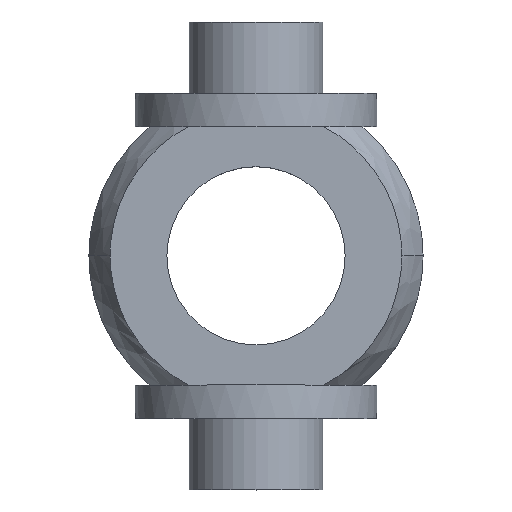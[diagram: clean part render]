
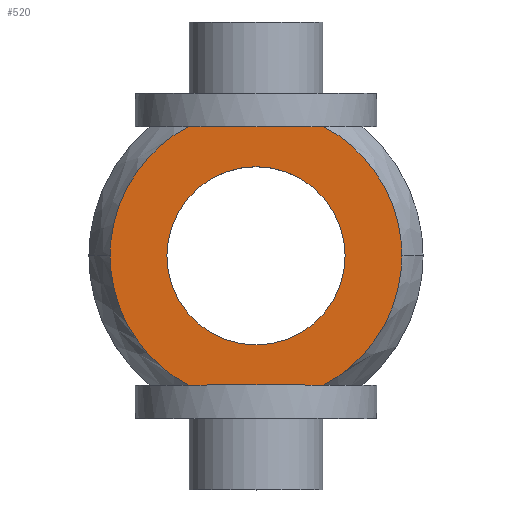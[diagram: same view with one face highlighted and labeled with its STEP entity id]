
A CAD part, top view. The second image highlights one B-rep face of the part: STEP entity #520.
In plain terms, the highlighted planar face has unit normal (0, 0, 1).
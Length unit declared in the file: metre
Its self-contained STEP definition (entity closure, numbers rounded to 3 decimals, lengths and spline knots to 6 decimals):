
#26=PLANE('',#574);
#51=CIRCLE('',#575,0.004);
#89=LINE('',#880,#127);
#90=LINE('',#916,#128);
#127=VECTOR('',#668,1.);
#128=VECTOR('',#669,1.);
#179=ORIENTED_EDGE('',*,*,#323,.F.);
#180=ORIENTED_EDGE('',*,*,#324,.T.);
#181=ORIENTED_EDGE('',*,*,#325,.F.);
#182=ORIENTED_EDGE('',*,*,#326,.F.);
#183=ORIENTED_EDGE('',*,*,#327,.T.);
#184=ORIENTED_EDGE('',*,*,#328,.F.);
#185=ORIENTED_EDGE('',*,*,#329,.T.);
#323=EDGE_CURVE('',#395,#395,#51,.T.);
#324=EDGE_CURVE('',#396,#397,#417,.T.);
#325=EDGE_CURVE('',#398,#397,#418,.T.);
#326=EDGE_CURVE('',#399,#398,#89,.T.);
#327=EDGE_CURVE('',#399,#400,#419,.T.);
#328=EDGE_CURVE('',#401,#400,#420,.T.);
#329=EDGE_CURVE('',#401,#396,#90,.T.);
#395=VERTEX_POINT('',#844);
#396=VERTEX_POINT('',#861);
#397=VERTEX_POINT('',#862);
#398=VERTEX_POINT('',#879);
#399=VERTEX_POINT('',#881);
#400=VERTEX_POINT('',#898);
#401=VERTEX_POINT('',#915);
#417=B_SPLINE_CURVE_WITH_KNOTS('',3,(#845,#846,#847,#848,#849,#850,#851,
#852,#853,#854,#855,#856,#857,#858,#859,#860),.UNSPECIFIED.,.F.,.F.,(4,
2,2,2,2,2,2,4),(0.095601,0.321701,0.434751,
0.5478,0.66085,0.7739,0.88695,
1.),.UNSPECIFIED.);
#418=B_SPLINE_CURVE_WITH_KNOTS('',3,(#863,#864,#865,#866,#867,#868,#869,
#870,#871,#872,#873,#874,#875,#876,#877,#878),.UNSPECIFIED.,.F.,.F.,(4,
2,2,2,2,2,2,4),(0.095601,0.321701,0.434751,
0.5478,0.66085,0.7739,0.88695,
1.),.UNSPECIFIED.);
#419=B_SPLINE_CURVE_WITH_KNOTS('',3,(#882,#883,#884,#885,#886,#887,#888,
#889,#890,#891,#892,#893,#894,#895,#896,#897),.UNSPECIFIED.,.F.,.F.,(4,
2,2,2,2,2,2,4),(0.095601,0.321701,0.434751,
0.5478,0.66085,0.7739,0.88695,
1.),.UNSPECIFIED.);
#420=B_SPLINE_CURVE_WITH_KNOTS('',3,(#899,#900,#901,#902,#903,#904,#905,
#906,#907,#908,#909,#910,#911,#912,#913,#914),.UNSPECIFIED.,.F.,.F.,(4,
2,2,2,2,2,2,4),(0.095601,0.321701,0.434751,
0.5478,0.66085,0.7739,0.88695,
1.),.UNSPECIFIED.);
#433=EDGE_LOOP('',(#179));
#434=EDGE_LOOP('',(#180,#181,#182,#183,#184,#185));
#473=FACE_BOUND('',#433,.T.);
#474=FACE_BOUND('',#434,.T.);
#520=ADVANCED_FACE('',(#473,#474),#26,.T.);
#574=AXIS2_PLACEMENT_3D('',#842,#664,#665);
#575=AXIS2_PLACEMENT_3D('',#843,#666,#667);
#664=DIRECTION('',(0.,0.,1.));
#665=DIRECTION('',(1.,0.,0.));
#666=DIRECTION('',(0.,0.,1.));
#667=DIRECTION('',(1.,0.,0.));
#668=DIRECTION('',(-1.,0.,0.));
#669=DIRECTION('',(-1.,0.,0.));
#842=CARTESIAN_POINT('',(0.,0.,0.005));
#843=CARTESIAN_POINT('',(0.,0.,0.005));
#844=CARTESIAN_POINT('',(0.004,0.,0.005));
#845=CARTESIAN_POINT('',(-0.003035,0.0058,0.005));
#846=CARTESIAN_POINT('',(-0.004181,0.005235,0.005));
#847=CARTESIAN_POINT('',(-0.005246,0.004155,0.005));
#848=CARTESIAN_POINT('',(-0.00622,0.00219,0.005));
#849=CARTESIAN_POINT('',(-0.00642,0.001457,0.005));
#850=CARTESIAN_POINT('',(-0.006591,0.000007,0.005));
#851=CARTESIAN_POINT('',(-0.00654,-0.000725,0.005));
#852=CARTESIAN_POINT('',(-0.006249,-0.002079,0.005));
#853=CARTESIAN_POINT('',(-0.005978,-0.002705,0.005));
#854=CARTESIAN_POINT('',(-0.005383,-0.003802,0.005));
#855=CARTESIAN_POINT('',(-0.005012,-0.004258,0.005));
#856=CARTESIAN_POINT('',(-0.004005,-0.00503,0.005));
#857=CARTESIAN_POINT('',(-0.003469,-0.005409,0.005));
#858=CARTESIAN_POINT('',(-0.002423,-0.006179,0.005));
#859=CARTESIAN_POINT('',(-0.001897,-0.006566,0.005));
#860=CARTESIAN_POINT('',(-0.001367,-0.006956,0.005));
#861=CARTESIAN_POINT('',(-0.003035,0.0058,0.005));
#862=CARTESIAN_POINT('',(-0.006547,0.,0.005));
#863=CARTESIAN_POINT('',(-0.003035,-0.0058,0.005));
#864=CARTESIAN_POINT('',(-0.004181,-0.005235,0.005));
#865=CARTESIAN_POINT('',(-0.005246,-0.004155,0.005));
#866=CARTESIAN_POINT('',(-0.00622,-0.00219,0.005));
#867=CARTESIAN_POINT('',(-0.00642,-0.001457,0.005));
#868=CARTESIAN_POINT('',(-0.006591,-0.000007,0.005));
#869=CARTESIAN_POINT('',(-0.00654,0.000725,0.005));
#870=CARTESIAN_POINT('',(-0.006249,0.002079,0.005));
#871=CARTESIAN_POINT('',(-0.005978,0.002705,0.005));
#872=CARTESIAN_POINT('',(-0.005383,0.003802,0.005));
#873=CARTESIAN_POINT('',(-0.005012,0.004258,0.005));
#874=CARTESIAN_POINT('',(-0.004005,0.00503,0.005));
#875=CARTESIAN_POINT('',(-0.003469,0.005409,0.005));
#876=CARTESIAN_POINT('',(-0.002423,0.006179,0.005));
#877=CARTESIAN_POINT('',(-0.001897,0.006566,0.005));
#878=CARTESIAN_POINT('',(-0.001367,0.006956,0.005));
#879=CARTESIAN_POINT('',(-0.003035,-0.0058,0.005));
#880=CARTESIAN_POINT('',(0.,-0.0058,0.005));
#881=CARTESIAN_POINT('',(0.003035,-0.0058,0.005));
#882=CARTESIAN_POINT('',(0.003035,-0.0058,0.005));
#883=CARTESIAN_POINT('',(0.004181,-0.005235,0.005));
#884=CARTESIAN_POINT('',(0.005246,-0.004155,0.005));
#885=CARTESIAN_POINT('',(0.00622,-0.00219,0.005));
#886=CARTESIAN_POINT('',(0.00642,-0.001457,0.005));
#887=CARTESIAN_POINT('',(0.006591,-0.000007,0.005));
#888=CARTESIAN_POINT('',(0.00654,0.000725,0.005));
#889=CARTESIAN_POINT('',(0.006249,0.002079,0.005));
#890=CARTESIAN_POINT('',(0.005978,0.002705,0.005));
#891=CARTESIAN_POINT('',(0.005383,0.003802,0.005));
#892=CARTESIAN_POINT('',(0.005012,0.004258,0.005));
#893=CARTESIAN_POINT('',(0.004005,0.00503,0.005));
#894=CARTESIAN_POINT('',(0.003469,0.005409,0.005));
#895=CARTESIAN_POINT('',(0.002423,0.006179,0.005));
#896=CARTESIAN_POINT('',(0.001897,0.006566,0.005));
#897=CARTESIAN_POINT('',(0.001367,0.006956,0.005));
#898=CARTESIAN_POINT('',(0.006547,0.,0.005));
#899=CARTESIAN_POINT('',(0.003035,0.0058,0.005));
#900=CARTESIAN_POINT('',(0.004181,0.005235,0.005));
#901=CARTESIAN_POINT('',(0.005246,0.004155,0.005));
#902=CARTESIAN_POINT('',(0.00622,0.00219,0.005));
#903=CARTESIAN_POINT('',(0.00642,0.001457,0.005));
#904=CARTESIAN_POINT('',(0.006591,0.000007,0.005));
#905=CARTESIAN_POINT('',(0.00654,-0.000725,0.005));
#906=CARTESIAN_POINT('',(0.006249,-0.002079,0.005));
#907=CARTESIAN_POINT('',(0.005978,-0.002705,0.005));
#908=CARTESIAN_POINT('',(0.005383,-0.003802,0.005));
#909=CARTESIAN_POINT('',(0.005012,-0.004258,0.005));
#910=CARTESIAN_POINT('',(0.004005,-0.00503,0.005));
#911=CARTESIAN_POINT('',(0.003469,-0.005409,0.005));
#912=CARTESIAN_POINT('',(0.002423,-0.006179,0.005));
#913=CARTESIAN_POINT('',(0.001897,-0.006566,0.005));
#914=CARTESIAN_POINT('',(0.001367,-0.006956,0.005));
#915=CARTESIAN_POINT('',(0.003035,0.0058,0.005));
#916=CARTESIAN_POINT('',(0.,0.0058,0.005));
